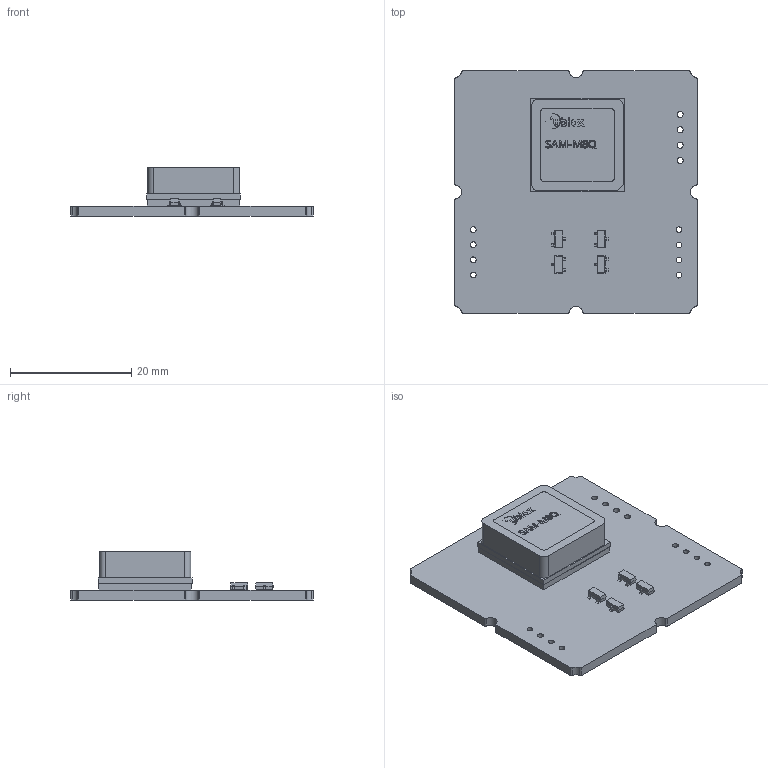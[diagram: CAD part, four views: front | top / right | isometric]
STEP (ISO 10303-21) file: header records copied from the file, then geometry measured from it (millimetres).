
FILE_DESCRIPTION(('KiCad electronic assembly'),'2;1');
FILE_NAME('B-UBLOX_SAM_M8Q-Brk-01Mbr-R01.step','2024-07-19T14:49:20',( 'Pcbnew'),('Kicad'),'Open CASCADE STEP processor 7.8', 'KiCad to STEP converter','Unknown');
FILE_SCHEMA(('AUTOMOTIVE_DESIGN { 1 0 10303 214 1 1 1 1 }'));
Length unit declared in the file: millimetre
Products named in the file (6): B-UBLOX_SAM_M8Q-Brk-01Mbr-R01 1; sot23; MAX6103EUR-T; GPS_sam-m8q; sam-mq8; _autosave-B-UBLOX_SAM_M8Q-Brk-01Mbr-R01_PCB
Assembly tree (8 placements, depth 3):
  B-UBLOX_SAM_M8Q-Brk-01Mbr-R01 1
    sot23  x4
      MAX6103EUR-T
    GPS_sam-m8q
      sam-mq8
    _autosave-B-UBLOX_SAM_M8Q-Brk-01Mbr-R01_PCB
Bounding box: 40 x 40 x 7.95 mm (x, y, z)
Volume: 3882.9 mm3; surface area: 4458.8 mm2
Topology: 18 solids, 18 shells, 642 faces, 1670 edges, 1108 vertices
Faces by surface type: plane 484, cylinder 100, bspline 58
Full cylindrical faces by diameter (mm): 0.95 x8, 1.016 x4
Entity records: 18304 total; most frequent: CARTESIAN_POINT 5243, ORIENTED_EDGE 2572, DIRECTION 2172, EDGE_CURVE 1286, LINE 1042, VECTOR 1042, VERTEX_POINT 856, AXIS2_PLACEMENT_3D 565
